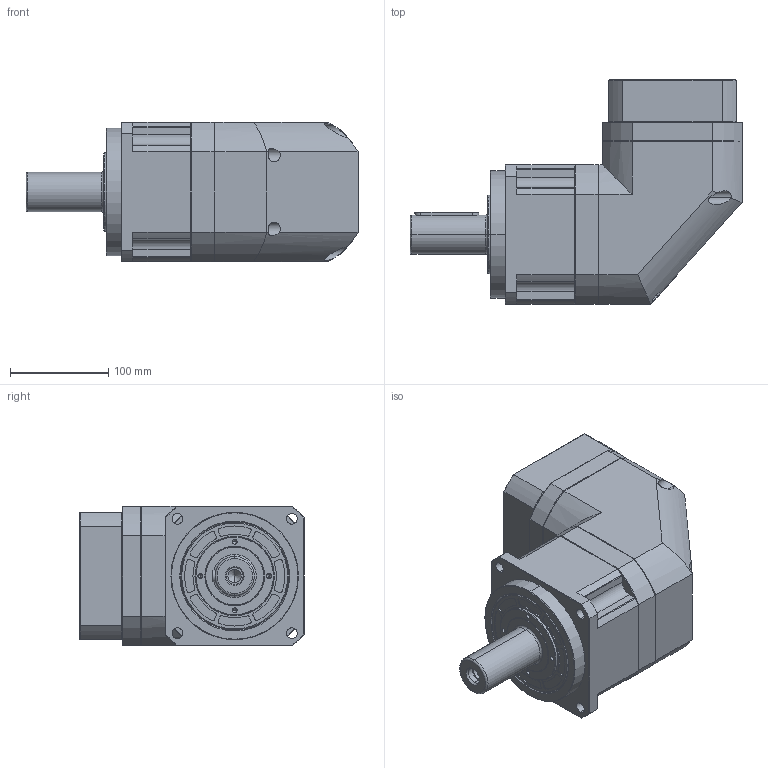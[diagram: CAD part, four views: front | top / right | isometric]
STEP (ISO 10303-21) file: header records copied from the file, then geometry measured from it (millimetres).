
FILE_DESCRIPTION((''),'2;1');
FILE_NAME('TMR142L1-110-22-790001_ASM','2024-06-22T13:48:17',('mayn'),(''),'CREO PARAMETRIC BY PTC INC, 2020053','CREO PARAMETRIC BY PTC INC, 2020053','');
FILE_SCHEMA(('CONFIG_CONTROL_DESIGN'));
Length unit declared in the file: millimetre
Products named in the file (17): HEXAGON_SOCKET_HEAD_CAP_S-11770; SPRING_LOCK_WASHERS--NORMAL_TYP; HEX_SOCKET_SET_SCREWS_WITH_FLAT; 24-22000; TMR1420001; TMR1420002; HEXAGON_SOCKET_HEAD_CAP_S-11831; TM142-110-M8-145F10001; TMR142240001; HEXAGON_SOCKET_HEAD_CAP_SC-1754; HEXAGON_SOCKET_HEAD_CAP_S-18767; 60X85X800; TM1420001; TMR1420003; TMR1420004; TMR142L1-110-22-79_5-M8-145_1_ASM; TMR142L1-110-22-790001_ASM
Assembly tree (44 placements, depth 3):
  TMR142L1-110-22-790001_ASM
    TMR142L1-110-22-79_5-M8-145_1_ASM
      HEXAGON_SOCKET_HEAD_CAP_S-11770  x6
      SPRING_LOCK_WASHERS--NORMAL_TYP  x16
      HEX_SOCKET_SET_SCREWS_WITH_FLAT
      24-22000
      TMR1420001
      TMR1420002
      HEXAGON_SOCKET_HEAD_CAP_S-11831  x6
      TM142-110-M8-145F10001
      TMR142240001
      HEXAGON_SOCKET_HEAD_CAP_SC-1754
      HEXAGON_SOCKET_HEAD_CAP_S-18767  x4
      60X85X800
      TM1420001
      TMR1420003
      TMR1420004
Bounding box: 338.5 x 229 x 142 mm (x, y, z)
Volume: 5317268.5 mm3; surface area: 491107.1 mm2
Topology: 43 solids, 43 shells, 1358 faces, 3363 edges, 2103 vertices
Faces by surface type: cylinder 553, plane 533, cone 224, torus 48
Entity records: 28209 total; most frequent: CARTESIAN_POINT 5500, DIRECTION 5119, ORIENTED_EDGE 4442, EDGE_CURVE 2221, AXIS2_PLACEMENT_3D 2072, VERTEX_POINT 1434, CIRCLE 1085, EDGE_LOOP 1019
